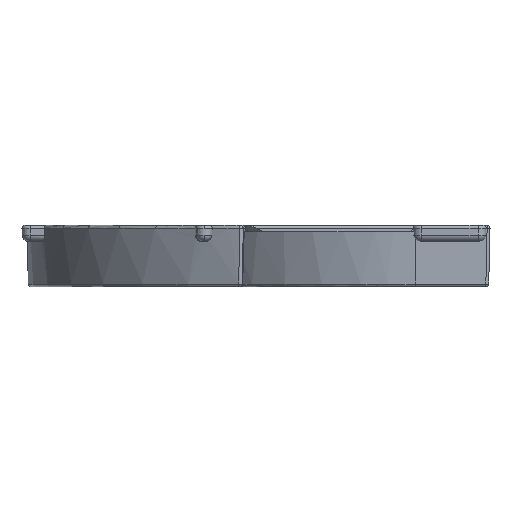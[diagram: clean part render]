
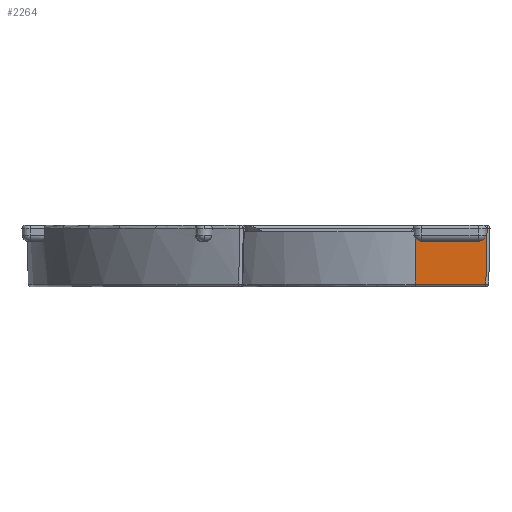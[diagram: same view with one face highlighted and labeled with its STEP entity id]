
A CAD part, left-side view. The second image highlights one B-rep face of the part: STEP entity #2264.
In plain terms, the highlighted planar face has unit normal (-1, 0, -0.023).
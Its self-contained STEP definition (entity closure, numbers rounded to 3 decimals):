
#50 = LINE ( 'NONE', #9284, #8073 ) ;
#134 = EDGE_CURVE ( 'NONE', #3928, #1180, #1761, .T. ) ;
#196 = ORIENTED_EDGE ( 'NONE', *, *, #4778, .T. ) ;
#199 = EDGE_CURVE ( 'NONE', #9703, #5512, #4068, .T. ) ;
#492 = CARTESIAN_POINT ( 'NONE',  ( 757.369, -48.41, 5.93 ) ) ;
#510 = CARTESIAN_POINT ( 'NONE',  ( 757.322, -48.339, 7.965 ) ) ;
#589 = LINE ( 'NONE', #3310, #7756 ) ;
#653 = LINE ( 'NONE', #6514, #3699 ) ;
#1014 = ORIENTED_EDGE ( 'NONE', *, *, #199, .T. ) ;
#1031 = VECTOR ( 'NONE', #9540, 1000. ) ;
#1040 = VERTEX_POINT ( 'NONE', #8726 ) ;
#1180 = VERTEX_POINT ( 'NONE', #9745 ) ;
#1610 = ORIENTED_EDGE ( 'NONE', *, *, #1793, .T. ) ;
#1656 = CARTESIAN_POINT ( 'NONE',  ( 757.71, -42.147, -9.131 ) ) ;
#1761 = LINE ( 'NONE', #9849, #1031 ) ;
#1793 = EDGE_CURVE ( 'NONE', #9907, #1040, #50, .T. ) ;
#2046 = CARTESIAN_POINT ( 'NONE',  ( 757.412, -50.409, 4. ) ) ;
#2264 = ADVANCED_FACE ( 'NONE', ( #9896 ), #2385, .T. ) ;
#2385 = PLANE ( 'NONE',  #3548 ) ;
#2416 = CARTESIAN_POINT ( 'NONE',  ( 757.73, -42.147, -10. ) ) ;
#2746 = CARTESIAN_POINT ( 'NONE',  ( 757.322, -48.339, 7.969 ) ) ;
#2829 = CARTESIAN_POINT ( 'NONE',  ( 757.394, -48.45, 4.791 ) ) ;
#2975 = ORIENTED_EDGE ( 'NONE', *, *, #10043, .T. ) ;
#3023 = EDGE_CURVE ( 'NONE', #5512, #3928, #7383, .T. ) ;
#3041 = CARTESIAN_POINT ( 'NONE',  ( 757.322, -57.267, 7.969 ) ) ;
#3305 = CARTESIAN_POINT ( 'NONE',  ( 757.369, -57.196, 5.93 ) ) ;
#3310 = CARTESIAN_POINT ( 'NONE',  ( 757.73, -42.147, -10. ) ) ;
#3441 = CARTESIAN_POINT ( 'NONE',  ( 757.741, -63.903, -10.493 ) ) ;
#3548 = AXIS2_PLACEMENT_3D ( 'NONE', #2416, #8833, #6449 ) ;
#3699 = VECTOR ( 'NONE', #4321, 1000. ) ;
#3736 = ORIENTED_EDGE ( 'NONE', *, *, #3023, .T. ) ;
#3743 = EDGE_CURVE ( 'NONE', #8069, #7834, #4967, .T. ) ;
#3847 = CARTESIAN_POINT ( 'NONE',  ( 757.322, -57.267, 7.977 ) ) ;
#3928 = VERTEX_POINT ( 'NONE', #5704 ) ;
#4068 = LINE ( 'NONE', #4522, #5638 ) ;
#4070 = DIRECTION ( 'NONE',  ( -0.023, -0.035, 0.999 ) ) ;
#4163 = CARTESIAN_POINT ( 'NONE',  ( 757.742, -56.622, -10.505 ) ) ;
#4206 = EDGE_CURVE ( 'NONE', #1040, #8069, #7789, .T. ) ;
#4321 = DIRECTION ( 'NONE',  ( 0., -1., 0. ) ) ;
#4522 = CARTESIAN_POINT ( 'NONE',  ( 757.725, -48.958, -9.762 ) ) ;
#4675 = CARTESIAN_POINT ( 'NONE',  ( 757.369, -57.196, 5.93 ) ) ;
#4718 = EDGE_CURVE ( 'NONE', #9215, #6142, #653, .T. ) ;
#4778 = EDGE_CURVE ( 'NONE', #5660, #6142, #9519, .T. ) ;
#4890 = DIRECTION ( 'NONE',  ( 0.023, 0., -1. ) ) ;
#4967 = LINE ( 'NONE', #7025, #8893 ) ;
#4973 = EDGE_CURVE ( 'NONE', #5660, #5513, #7449, .T. ) ;
#4976 = DIRECTION ( 'NONE',  ( -0.023, -0.023, 0.999 ) ) ;
#5083 = CARTESIAN_POINT ( 'NONE',  ( 757.322, -48.339, 7.977 ) ) ;
#5170 = CARTESIAN_POINT ( 'NONE',  ( 757.369, -48.41, 5.93 ) ) ;
#5189 = EDGE_CURVE ( 'NONE', #7834, #5513, #8464, .T. ) ;
#5438 = DIRECTION ( 'NONE',  ( 0., 1., 0. ) ) ;
#5512 = VERTEX_POINT ( 'NONE', #6703 ) ;
#5513 = VERTEX_POINT ( 'NONE', #7497 ) ;
#5565 =( BOUNDED_CURVE ( )  B_SPLINE_CURVE ( 3, ( #2046, #7523, #2829, #5170 ),
 .UNSPECIFIED., .F., .F. ) 
 B_SPLINE_CURVE_WITH_KNOTS ( ( 4, 4 ),
 ( 0., 1.536 ),
 .UNSPECIFIED. ) 
 CURVE ( )  GEOMETRIC_REPRESENTATION_ITEM ( )  RATIONAL_B_SPLINE_CURVE ( ( 1., 0.813, 0.813, 1. ) ) 
 REPRESENTATION_ITEM ( '' )  );
#5638 = VECTOR ( 'NONE', #6867, 1000. ) ;
#5660 = VERTEX_POINT ( 'NONE', #3305 ) ;
#5704 = CARTESIAN_POINT ( 'NONE',  ( 757.322, -48.339, 7.977 ) ) ;
#6118 = ORIENTED_EDGE ( 'NONE', *, *, #4206, .T. ) ;
#6142 = VERTEX_POINT ( 'NONE', #6459 ) ;
#6199 = VECTOR ( 'NONE', #4976, 1000. ) ;
#6218 = EDGE_CURVE ( 'NONE', #9215, #9703, #5565, .T. ) ;
#6271 = CARTESIAN_POINT ( 'NONE',  ( 757.412, -55.197, 4. ) ) ;
#6449 = DIRECTION ( 'NONE',  ( -0.023, 0., 1. ) ) ;
#6459 = CARTESIAN_POINT ( 'NONE',  ( 757.412, -55.197, 4. ) ) ;
#6514 = CARTESIAN_POINT ( 'NONE',  ( 757.412, -42.147, 4. ) ) ;
#6626 = ORIENTED_EDGE ( 'NONE', *, *, #3743, .T. ) ;
#6651 = EDGE_LOOP ( 'NONE', ( #6118, #6626, #9182, #7185, #196, #9158, #9317, #1014, #3736, #7483, #2975, #1610 ) ) ;
#6703 = CARTESIAN_POINT ( 'NONE',  ( 757.322, -48.339, 7.965 ) ) ;
#6706 = CARTESIAN_POINT ( 'NONE',  ( 757.412, -50.409, 4. ) ) ;
#6781 = DIRECTION ( 'NONE',  ( 0., -1., 0. ) ) ;
#6789 = CARTESIAN_POINT ( 'NONE',  ( 757.322, -57.267, 7.973 ) ) ;
#6867 = DIRECTION ( 'NONE',  ( -0.023, 0.035, 0.999 ) ) ;
#6884 = CARTESIAN_POINT ( 'NONE',  ( 757.322, -57.267, 7.965 ) ) ;
#7025 = CARTESIAN_POINT ( 'NONE',  ( 757.322, -42.147, 7.977 ) ) ;
#7185 = ORIENTED_EDGE ( 'NONE', *, *, #4973, .F. ) ;
#7383 =( BOUNDED_CURVE ( )  B_SPLINE_CURVE ( 3, ( #510, #2746, #8164, #5083 ),
 .UNSPECIFIED., .F., .F. ) 
 B_SPLINE_CURVE_WITH_KNOTS ( ( 4, 4 ),
 ( 1.536, 1.548 ),
 .UNSPECIFIED. ) 
 CURVE ( )  GEOMETRIC_REPRESENTATION_ITEM ( )  RATIONAL_B_SPLINE_CURVE ( ( 1., 1., 1., 1. ) ) 
 REPRESENTATION_ITEM ( '' )  );
#7449 = LINE ( 'NONE', #4163, #9795 ) ;
#7483 = ORIENTED_EDGE ( 'NONE', *, *, #134, .T. ) ;
#7497 = CARTESIAN_POINT ( 'NONE',  ( 757.322, -57.267, 7.965 ) ) ;
#7523 = CARTESIAN_POINT ( 'NONE',  ( 757.412, -49.269, 4. ) ) ;
#7542 = CARTESIAN_POINT ( 'NONE',  ( 757.322, -57.267, 7.977 ) ) ;
#7756 = VECTOR ( 'NONE', #4890, 1000. ) ;
#7789 = LINE ( 'NONE', #3441, #6199 ) ;
#7834 = VERTEX_POINT ( 'NONE', #3847 ) ;
#8069 = VERTEX_POINT ( 'NONE', #10105 ) ;
#8073 = VECTOR ( 'NONE', #6781, 1000. ) ;
#8164 = CARTESIAN_POINT ( 'NONE',  ( 757.322, -48.339, 7.973 ) ) ;
#8464 =( BOUNDED_CURVE ( )  B_SPLINE_CURVE ( 3, ( #7542, #6789, #3041, #6884 ),
 .UNSPECIFIED., .F., .T. ) 
 B_SPLINE_CURVE_WITH_KNOTS ( ( 4, 4 ),
 ( 4.735, 4.747 ),
 .UNSPECIFIED. ) 
 CURVE ( )  GEOMETRIC_REPRESENTATION_ITEM ( )  RATIONAL_B_SPLINE_CURVE ( ( 1., 1., 1., 1. ) ) 
 REPRESENTATION_ITEM ( '' )  );
#8610 = CARTESIAN_POINT ( 'NONE',  ( 757.394, -57.156, 4.791 ) ) ;
#8726 = CARTESIAN_POINT ( 'NONE',  ( 757.71, -63.934, -9.131 ) ) ;
#8833 = DIRECTION ( 'NONE',  ( -1., 0., -0.023 ) ) ;
#8893 = VECTOR ( 'NONE', #5438, 1000. ) ;
#9158 = ORIENTED_EDGE ( 'NONE', *, *, #4718, .F. ) ;
#9182 = ORIENTED_EDGE ( 'NONE', *, *, #5189, .T. ) ;
#9215 = VERTEX_POINT ( 'NONE', #6706 ) ;
#9284 = CARTESIAN_POINT ( 'NONE',  ( 757.71, -64.803, -9.131 ) ) ;
#9317 = ORIENTED_EDGE ( 'NONE', *, *, #6218, .T. ) ;
#9388 = CARTESIAN_POINT ( 'NONE',  ( 757.412, -56.336, 4. ) ) ;
#9519 =( BOUNDED_CURVE ( )  B_SPLINE_CURVE ( 3, ( #4675, #8610, #9388, #6271 ),
 .UNSPECIFIED., .F., .T. ) 
 B_SPLINE_CURVE_WITH_KNOTS ( ( 4, 4 ),
 ( 4.747, 6.283 ),
 .UNSPECIFIED. ) 
 CURVE ( )  GEOMETRIC_REPRESENTATION_ITEM ( )  RATIONAL_B_SPLINE_CURVE ( ( 1., 0.813, 0.813, 1. ) ) 
 REPRESENTATION_ITEM ( '' )  );
#9540 = DIRECTION ( 'NONE',  ( 0., 1., 0. ) ) ;
#9703 = VERTEX_POINT ( 'NONE', #492 ) ;
#9745 = CARTESIAN_POINT ( 'NONE',  ( 757.322, -42.147, 7.977 ) ) ;
#9795 = VECTOR ( 'NONE', #4070, 1000. ) ;
#9849 = CARTESIAN_POINT ( 'NONE',  ( 757.322, -42.147, 7.977 ) ) ;
#9896 = FACE_OUTER_BOUND ( 'NONE', #6651, .T. ) ;
#9907 = VERTEX_POINT ( 'NONE', #1656 ) ;
#10043 = EDGE_CURVE ( 'NONE', #1180, #9907, #589, .T. ) ;
#10105 = CARTESIAN_POINT ( 'NONE',  ( 757.322, -64.322, 7.977 ) ) ;
